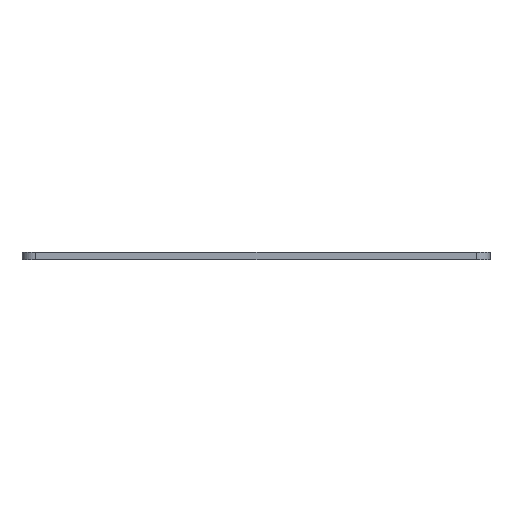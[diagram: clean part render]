
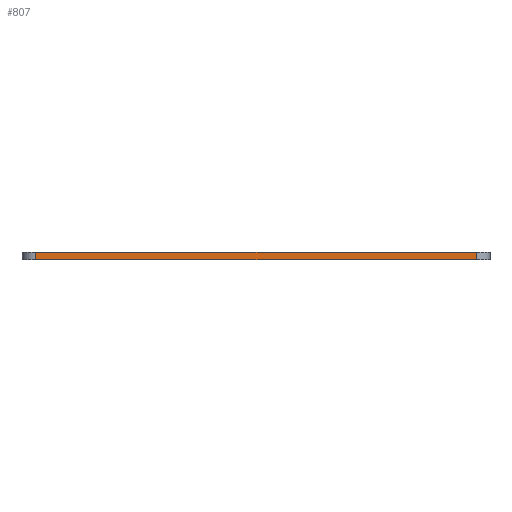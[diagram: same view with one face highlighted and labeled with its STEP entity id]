
A CAD part, front view. The second image highlights one B-rep face of the part: STEP entity #807.
In plain terms, the highlighted planar face has unit normal (0, -1, 0).
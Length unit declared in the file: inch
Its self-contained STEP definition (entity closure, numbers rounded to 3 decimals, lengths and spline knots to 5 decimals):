
#4 = VERTEX_POINT ( 'NONE', #407 ) ;
#21 = CARTESIAN_POINT ( 'NONE',  ( 0., 0., 0.22 ) ) ;
#25 = LINE ( 'NONE', #878, #228 ) ;
#99 = EDGE_LOOP ( 'NONE', ( #109, #578, #1147, #428 ) ) ;
#109 = ORIENTED_EDGE ( 'NONE', *, *, #1331, .F. ) ;
#228 = VECTOR ( 'NONE', #1314, 39.37008 ) ;
#253 = VECTOR ( 'NONE', #1350, 39.37008 ) ;
#263 = DIRECTION ( 'NONE',  ( 0., 0., 1. ) ) ;
#322 = PLANE ( 'NONE',  #934 ) ;
#350 = CARTESIAN_POINT ( 'NONE',  ( 0., 0., 0. ) ) ;
#407 = CARTESIAN_POINT ( 'NONE',  ( 12.625, 0., 0.22 ) ) ;
#428 = ORIENTED_EDGE ( 'NONE', *, *, #1396, .T. ) ;
#578 = ORIENTED_EDGE ( 'NONE', *, *, #1084, .T. ) ;
#579 = CARTESIAN_POINT ( 'NONE',  ( 0.375, 0., 0. ) ) ;
#731 = CARTESIAN_POINT ( 'NONE',  ( 12.625, 0., 0. ) ) ;
#765 = VERTEX_POINT ( 'NONE', #1102 ) ;
#768 = FACE_OUTER_BOUND ( 'NONE', #99, .T. ) ;
#776 = VECTOR ( 'NONE', #1196, 39.37008 ) ;
#807 = ADVANCED_FACE ( 'NONE', ( #768 ), #322, .F. ) ;
#874 = DIRECTION ( 'NONE',  ( 0., 1., 0. ) ) ;
#878 = CARTESIAN_POINT ( 'NONE',  ( 0., 0., 0.22 ) ) ;
#908 = CARTESIAN_POINT ( 'NONE',  ( 0.375, 0., 0. ) ) ;
#922 = LINE ( 'NONE', #1359, #1010 ) ;
#934 = AXIS2_PLACEMENT_3D ( 'NONE', #21, #874, #1179 ) ;
#966 = VERTEX_POINT ( 'NONE', #579 ) ;
#1010 = VECTOR ( 'NONE', #263, 39.37008 ) ;
#1084 = EDGE_CURVE ( 'NONE', #765, #966, #1125, .T. ) ;
#1102 = CARTESIAN_POINT ( 'NONE',  ( 0.375, 0., 0.22 ) ) ;
#1106 = VERTEX_POINT ( 'NONE', #731 ) ;
#1125 = LINE ( 'NONE', #908, #253 ) ;
#1147 = ORIENTED_EDGE ( 'NONE', *, *, #1175, .T. ) ;
#1175 = EDGE_CURVE ( 'NONE', #966, #1106, #1325, .T. ) ;
#1179 = DIRECTION ( 'NONE',  ( 0., 0., 1. ) ) ;
#1196 = DIRECTION ( 'NONE',  ( 1., 0., 0. ) ) ;
#1314 = DIRECTION ( 'NONE',  ( 1., 0., 0. ) ) ;
#1325 = LINE ( 'NONE', #350, #776 ) ;
#1331 = EDGE_CURVE ( 'NONE', #765, #4, #25, .T. ) ;
#1350 = DIRECTION ( 'NONE',  ( 0., 0., -1. ) ) ;
#1359 = CARTESIAN_POINT ( 'NONE',  ( 12.625, 0., 0.22 ) ) ;
#1396 = EDGE_CURVE ( 'NONE', #1106, #4, #922, .T. ) ;
